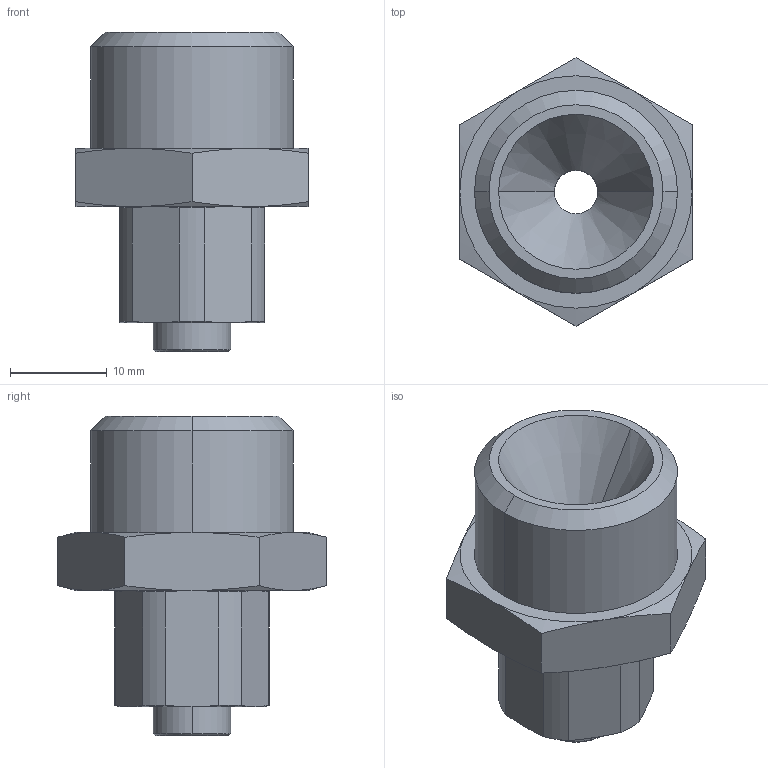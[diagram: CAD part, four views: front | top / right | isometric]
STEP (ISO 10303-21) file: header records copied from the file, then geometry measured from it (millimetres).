
FILE_DESCRIPTION(/* description */ ('VariCAD 2016-1.04 AP-214'),/* implementation_level */ '2;1');
FILE_NAME(/* name */ 'ck_128_a.stp',/* time_stamp */ '2016-06-16T08:52:20+02:00',/* author */ (''),/* organization */ (''),/* preprocessor_version */ 'ST-DEVELOPER v14',/* originating_system */ 'VariCAD 2016-1.04; kernel version (20130303)',/* authorisation */ '');
FILE_SCHEMA (('AUTOMOTIVE_DESIGN'));
Length unit declared in the file: millimetre
Products named in the file (3): ck_128_a; 211-128_Z Al<2>; 211-128_Z Al<1>
Assembly tree (2 placements, depth 2):
  ck_128_a
    211-128_Z Al<2>
    211-128_Z Al<1>
Bounding box: 24 x 27.71 x 33 mm (x, y, z)
Volume: 7858.3 mm3; surface area: 4445.3 mm2
Topology: 2 solids, 2 shells, 86 faces, 186 edges, 108 vertices
Faces by surface type: cone 42, cylinder 22, plane 20, torus 2
Entity records: 2507 total; most frequent: CARTESIAN_POINT 579, DIRECTION 410, ORIENTED_EDGE 372, EDGE_CURVE 186, AXIS2_PLACEMENT_3D 179, VERTEX_POINT 108, EDGE_LOOP 94, FACE_OUTER_BOUND 86
